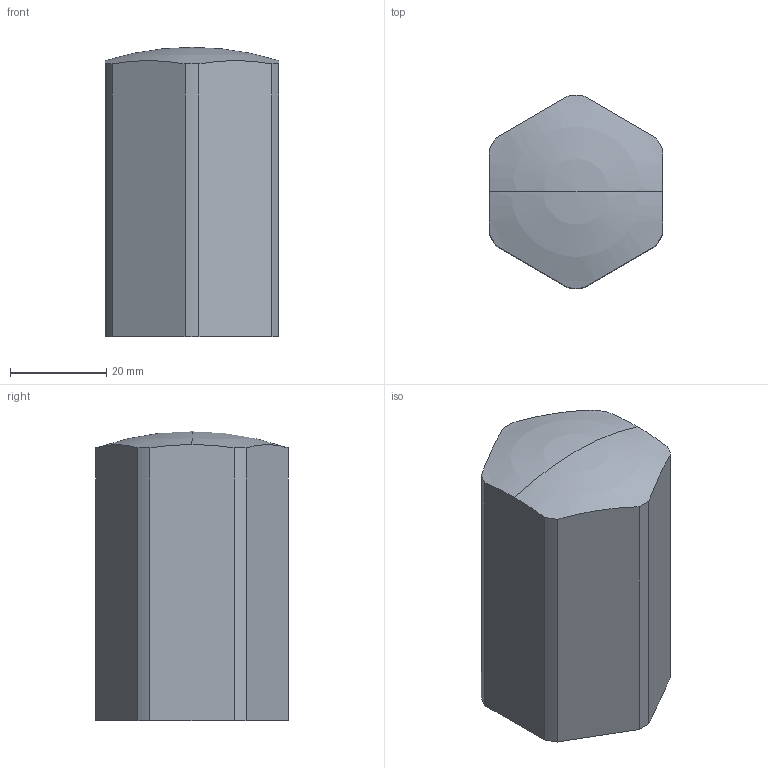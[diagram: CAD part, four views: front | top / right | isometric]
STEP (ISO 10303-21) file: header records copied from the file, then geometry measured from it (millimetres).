
FILE_DESCRIPTION(('STEP AP214'),'1');
FILE_NAME('HALDERN_EH_22690_0455.stp','2017-07-04T09:12:42',('TraceParts'),('TraceParts S.A.'),'Spatial InterOp 3D',' ',' ');
FILE_SCHEMA(('automotive_design'));
Length unit declared in the file: millimetre
Products named in the file (1): HALDERN_EH_22690_0455
Bounding box: 36 x 39.99 x 60 mm (x, y, z)
Volume: 54658.6 mm3; surface area: 11660 mm2
Topology: 1 solids, 1 shells, 26 faces, 66 edges, 40 vertices
Faces by surface type: cylinder 10, plane 8, cone 6, sphere 2
Entity records: 783 total; most frequent: DIRECTION 150, CARTESIAN_POINT 129, ORIENTED_EDGE 124, EDGE_CURVE 62, AXIS2_PLACEMENT_3D 61, VERTEX_POINT 40, CIRCLE 34, EDGE_LOOP 28
